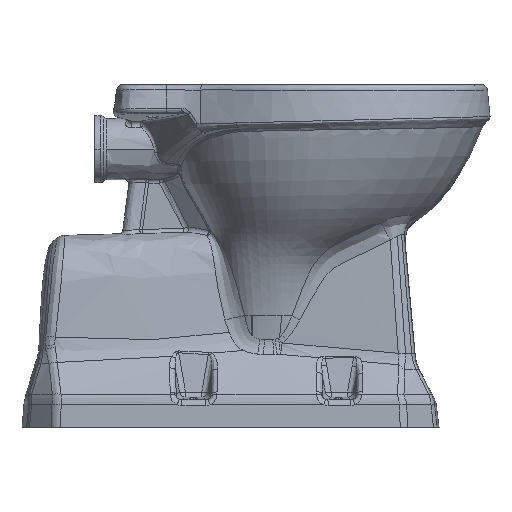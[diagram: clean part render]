
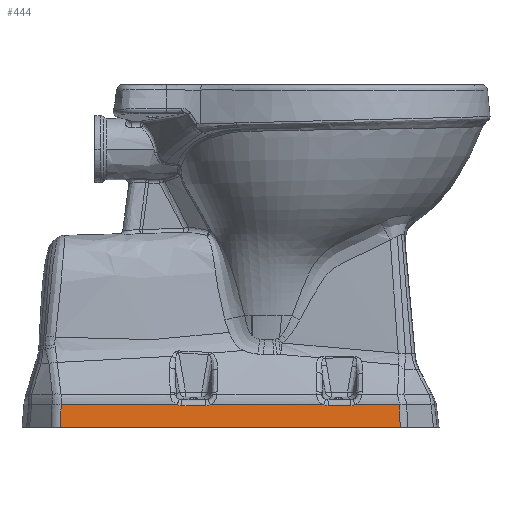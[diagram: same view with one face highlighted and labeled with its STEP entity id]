
A CAD part, left-side view. The second image highlights one B-rep face of the part: STEP entity #444.
In plain terms, the highlighted planar face has unit normal (0.999, 0.01, -0.038).
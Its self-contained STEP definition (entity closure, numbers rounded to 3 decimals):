
#444=ADVANCED_FACE('',(#865),#6039,.T.);
#865=FACE_OUTER_BOUND('',#1294,.T.);
#1294=EDGE_LOOP('',(#3246,#3247,#3248,#3249,#3250,#3251,#3252,#3253,#3254,
#3255,#3256,#3257));
#3246=ORIENTED_EDGE('',*,*,#4238,.T.);
#3247=ORIENTED_EDGE('',*,*,#4236,.T.);
#3248=ORIENTED_EDGE('',*,*,#4233,.T.);
#3249=ORIENTED_EDGE('',*,*,#4210,.T.);
#3250=ORIENTED_EDGE('',*,*,#3842,.F.);
#3251=ORIENTED_EDGE('',*,*,#3735,.F.);
#3252=ORIENTED_EDGE('',*,*,#3729,.F.);
#3253=ORIENTED_EDGE('',*,*,#3332,.T.);
#3254=ORIENTED_EDGE('',*,*,#4110,.F.);
#3255=ORIENTED_EDGE('',*,*,#4106,.F.);
#3256=ORIENTED_EDGE('',*,*,#4103,.F.);
#3257=ORIENTED_EDGE('',*,*,#4207,.T.);
#3332=EDGE_CURVE('',#5352,#5353,#4326,.T.);
#3729=EDGE_CURVE('',#5352,#5631,#5029,.T.);
#3735=EDGE_CURVE('',#5631,#5632,#4589,.T.);
#3842=EDGE_CURVE('',#5632,#5696,#4660,.T.);
#4103=EDGE_CURVE('',#5788,#5789,#5194,.T.);
#4106=EDGE_CURVE('',#5789,#5790,#4795,.T.);
#4110=EDGE_CURVE('',#5790,#5353,#5197,.T.);
#4207=EDGE_CURVE('',#5788,#5833,#4841,.T.);
#4210=EDGE_CURVE('',#5835,#5696,#4844,.T.);
#4233=EDGE_CURVE('',#5848,#5835,#5261,.T.);
#4236=EDGE_CURVE('',#5849,#5848,#4857,.T.);
#4238=EDGE_CURVE('',#5833,#5849,#5264,.T.);
#4326=B_SPLINE_CURVE_WITH_KNOTS('',1,(#54766,#54767),.UNSPECIFIED.,.F.,
 .F.,(2,2),(-1.,-0.658),.UNSPECIFIED.);
#4589=B_SPLINE_CURVE_WITH_KNOTS('',1,(#59208,#59209),.UNSPECIFIED.,.F.,
 .F.,(2,2),(0.,1.),.UNSPECIFIED.);
#4660=B_SPLINE_CURVE_WITH_KNOTS('',1,(#60568,#60569),.UNSPECIFIED.,.F.,
 .F.,(2,2),(0.,1.),.UNSPECIFIED.);
#4795=B_SPLINE_CURVE_WITH_KNOTS('',1,(#62847,#62848),.UNSPECIFIED.,.F.,
 .F.,(2,2),(0.,29.143),.UNSPECIFIED.);
#4841=B_SPLINE_CURVE_WITH_KNOTS('',1,(#63423,#63424),.UNSPECIFIED.,.F.,
 .F.,(2,2),(-0.559,-0.225),.UNSPECIFIED.);
#4844=B_SPLINE_CURVE_WITH_KNOTS('',1,(#63445,#63446),.UNSPECIFIED.,.F.,
 .F.,(2,2),(-0.132,0.),.UNSPECIFIED.);
#4857=B_SPLINE_CURVE_WITH_KNOTS('',1,(#63555,#63556),.UNSPECIFIED.,.F.,
 .F.,(2,2),(0.,28.274),.UNSPECIFIED.);
#5029=(
BOUNDED_CURVE()
B_SPLINE_CURVE(3,(#59159,#59160,#59161,#59162,#59163,#59164,#59165),
 .UNSPECIFIED.,.F.,.F.)
B_SPLINE_CURVE_WITH_KNOTS((4,3,4),(-1.,-0.947,0.),
 .UNSPECIFIED.)
CURVE()
GEOMETRIC_REPRESENTATION_ITEM()
RATIONAL_B_SPLINE_CURVE((1.,1.,1.,1.,1.,
1.,1.))
REPRESENTATION_ITEM('')
);
#5194=(
BOUNDED_CURVE()
B_SPLINE_CURVE(3,(#62838,#62839,#62840,#62841),.UNSPECIFIED.,.F.,.F.)
B_SPLINE_CURVE_WITH_KNOTS((4,4),(58.8,64.769),
 .UNSPECIFIED.)
CURVE()
GEOMETRIC_REPRESENTATION_ITEM()
RATIONAL_B_SPLINE_CURVE((1.,1.,1.,1.))
REPRESENTATION_ITEM('')
);
#5197=(
BOUNDED_CURVE()
B_SPLINE_CURVE(3,(#62891,#62892,#62893,#62894),.UNSPECIFIED.,.F.,.F.)
B_SPLINE_CURVE_WITH_KNOTS((4,4),(37.596,43.743),
 .UNSPECIFIED.)
CURVE()
GEOMETRIC_REPRESENTATION_ITEM()
RATIONAL_B_SPLINE_CURVE((1.,1.,1.,1.))
REPRESENTATION_ITEM('')
);
#5261=(
BOUNDED_CURVE()
B_SPLINE_CURVE(2,(#63546,#63547,#63548),.UNSPECIFIED.,.F.,.F.)
B_SPLINE_CURVE_WITH_KNOTS((3,3),(42.27,47.381),
 .UNSPECIFIED.)
CURVE()
GEOMETRIC_REPRESENTATION_ITEM()
RATIONAL_B_SPLINE_CURVE((1.,0.987,1.))
REPRESENTATION_ITEM('')
);
#5264=(
BOUNDED_CURVE()
B_SPLINE_CURVE(2,(#63559,#63560,#63561),.UNSPECIFIED.,.F.,.F.)
B_SPLINE_CURVE_WITH_KNOTS((3,3),(8.688,13.995),
 .UNSPECIFIED.)
CURVE()
GEOMETRIC_REPRESENTATION_ITEM()
RATIONAL_B_SPLINE_CURVE((1.,0.986,1.))
REPRESENTATION_ITEM('')
);
#5352=VERTEX_POINT('',#53585);
#5353=VERTEX_POINT('',#53586);
#5631=VERTEX_POINT('',#53864);
#5632=VERTEX_POINT('',#53865);
#5696=VERTEX_POINT('',#53929);
#5788=VERTEX_POINT('',#54021);
#5789=VERTEX_POINT('',#54022);
#5790=VERTEX_POINT('',#54023);
#5833=VERTEX_POINT('',#54066);
#5835=VERTEX_POINT('',#54068);
#5848=VERTEX_POINT('',#54081);
#5849=VERTEX_POINT('',#54082);
#6039=PLANE('',#6354);
#6354=AXIS2_PLACEMENT_3D('',#53390,#6388,$);
#6388=DIRECTION('',(0.999,0.01,-0.038));
#53390=CARTESIAN_POINT('',(-109.908,575.237,-3.62));
#53585=CARTESIAN_POINT('',(-108.277,531.739,27.986));
#53586=CARTESIAN_POINT('',(-106.857,388.274,27.986));
#53864=CARTESIAN_POINT('',(-109.348,532.528,0.));
#53865=CARTESIAN_POINT('',(-105.182,111.595,0.));
#53929=CARTESIAN_POINT('',(-104.125,112.195,27.986));
#54021=CARTESIAN_POINT('',(-106.447,346.858,27.986));
#54022=CARTESIAN_POINT('',(-106.552,352.895,26.806));
#54023=CARTESIAN_POINT('',(-106.842,382.036,26.757));
#54066=CARTESIAN_POINT('',(-105.057,206.383,27.986));
#54068=CARTESIAN_POINT('',(-104.672,167.443,27.986));
#54081=CARTESIAN_POINT('',(-104.757,172.669,27.112));
#54082=CARTESIAN_POINT('',(-105.038,200.942,27.064));
#54766=CARTESIAN_POINT('',(-108.277,531.739,27.986));
#54767=CARTESIAN_POINT('',(-106.857,388.274,27.986));
#59159=CARTESIAN_POINT('',(-108.277,531.739,27.986));
#59160=CARTESIAN_POINT('',(-108.296,531.753,27.492));
#59161=CARTESIAN_POINT('',(-108.315,531.767,26.998));
#59162=CARTESIAN_POINT('',(-108.334,531.781,26.503));
#59163=CARTESIAN_POINT('',(-108.672,532.03,17.669));
#59164=CARTESIAN_POINT('',(-109.01,532.279,8.834));
#59165=CARTESIAN_POINT('',(-109.348,532.528,0.));
#59208=CARTESIAN_POINT('',(-109.348,532.528,0.));
#59209=CARTESIAN_POINT('',(-105.182,111.595,0.));
#60568=CARTESIAN_POINT('',(-105.182,111.595,0.));
#60569=CARTESIAN_POINT('',(-104.125,112.195,27.986));
#62838=CARTESIAN_POINT('',(-106.447,346.858,27.986));
#62839=CARTESIAN_POINT('',(-106.495,348.754,27.212));
#62840=CARTESIAN_POINT('',(-106.531,350.813,26.81));
#62841=CARTESIAN_POINT('',(-106.552,352.895,26.806));
#62847=CARTESIAN_POINT('',(-106.552,352.895,26.806));
#62848=CARTESIAN_POINT('',(-106.842,382.036,26.757));
#62891=CARTESIAN_POINT('',(-106.842,382.036,26.757));
#62892=CARTESIAN_POINT('',(-106.864,384.192,26.753));
#62893=CARTESIAN_POINT('',(-106.869,386.322,27.173));
#62894=CARTESIAN_POINT('',(-106.857,388.274,27.986));
#63423=CARTESIAN_POINT('',(-106.447,346.858,27.986));
#63424=CARTESIAN_POINT('',(-105.057,206.383,27.986));
#63445=CARTESIAN_POINT('',(-104.672,167.443,27.986));
#63446=CARTESIAN_POINT('',(-104.125,112.195,27.986));
#63546=CARTESIAN_POINT('',(-104.757,172.669,27.112));
#63547=CARTESIAN_POINT('',(-104.73,169.964,27.116));
#63548=CARTESIAN_POINT('',(-104.672,167.443,27.986));
#63555=CARTESIAN_POINT('',(-105.038,200.942,27.064));
#63556=CARTESIAN_POINT('',(-104.757,172.669,27.112));
#63559=CARTESIAN_POINT('',(-105.057,206.383,27.986));
#63560=CARTESIAN_POINT('',(-105.066,203.766,27.059));
#63561=CARTESIAN_POINT('',(-105.038,200.942,27.064));
